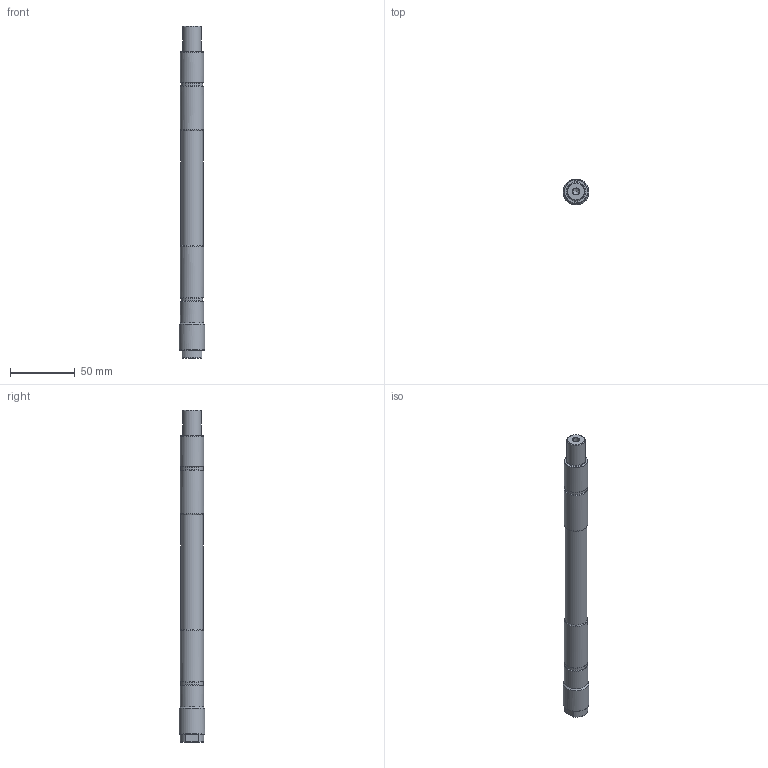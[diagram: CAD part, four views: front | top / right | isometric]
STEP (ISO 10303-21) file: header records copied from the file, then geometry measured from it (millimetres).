
FILE_DESCRIPTION(/* description */ (''),/* implementation_level */ '2;1');
FILE_NAME(/* name */ 'Morini 500 Schwingenachse.stp',/* time_stamp */ '2020-03-31T11:19:26+02:00',/* author */ ('mfr'),/* organization */ (''),/* preprocessor_version */ 'ST-DEVELOPER v16.5',/* originating_system */ 'Autodesk Inventor 2017',/* authorisation */ '');
FILE_SCHEMA (('AUTOMOTIVE_DESIGN { 1 0 10303 214 3 1 1 }'));
Length unit declared in the file: millimetre
Products named in the file (1): Morini 500 Schwingenachse
Bounding box: 20 x 20 x 256 mm (x, y, z)
Volume: 59662.8 mm3; surface area: 16238.1 mm2
Topology: 1 solids, 1 shells, 56 faces, 137 edges, 71 vertices
Faces by surface type: cylinder 17, cone 12, plane 12, bspline 8, torus 7
Full cylindrical faces by diameter (mm): 3 x4, 5 x2, 14 x1, 17 x1, 18 x4, 20 x1
Entity records: 1810 total; most frequent: CARTESIAN_POINT 775, DIRECTION 208, ORIENTED_EDGE 176, AXIS2_PLACEMENT_3D 99, EDGE_CURVE 88, EDGE_LOOP 82, FACE_OUTER_BOUND 56, VERTEX_POINT 56
